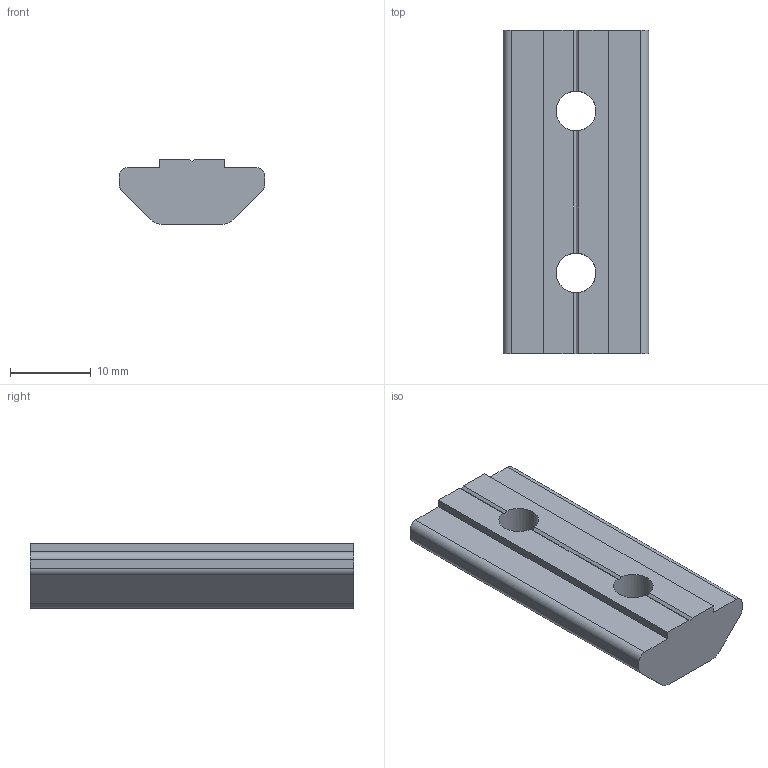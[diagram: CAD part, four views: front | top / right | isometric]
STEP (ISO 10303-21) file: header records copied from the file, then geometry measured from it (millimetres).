
FILE_DESCRIPTION(/* description */ ('CURSORE ALLUM. L=40 2F M6'),/* implementation_level */ '2;1');
FILE_NAME(/* name */ 'CDDCU0000008.stp',/* time_stamp */ '2022-11-18T11:16:16+01:00',/* author */ ('tecnico7'),/* organization */ (''),/* preprocessor_version */ 'ST-DEVELOPER v18.1',/* originating_system */ 'Autodesk Inventor 2022',/* authorisation */ '');
FILE_SCHEMA (('AUTOMOTIVE_DESIGN { 1 0 10303 214 3 1 1 }'));
Length unit declared in the file: millimetre
Products named in the file (1): CDDCU0000008
Bounding box: 18 x 40 x 8 mm (x, y, z)
Volume: 4217.6 mm3; surface area: 2227.2 mm2
Topology: 1 solids, 1 shells, 27 faces, 81 edges, 54 vertices
Faces by surface type: plane 19, cylinder 8
Full cylindrical faces by diameter (mm): 4.917 x2
Entity records: 974 total; most frequent: DIRECTION 165, CARTESIAN_POINT 163, ORIENTED_EDGE 162, EDGE_CURVE 81, AXIS2_PLACEMENT_3D 56, VERTEX_POINT 54, LINE 53, VECTOR 53
